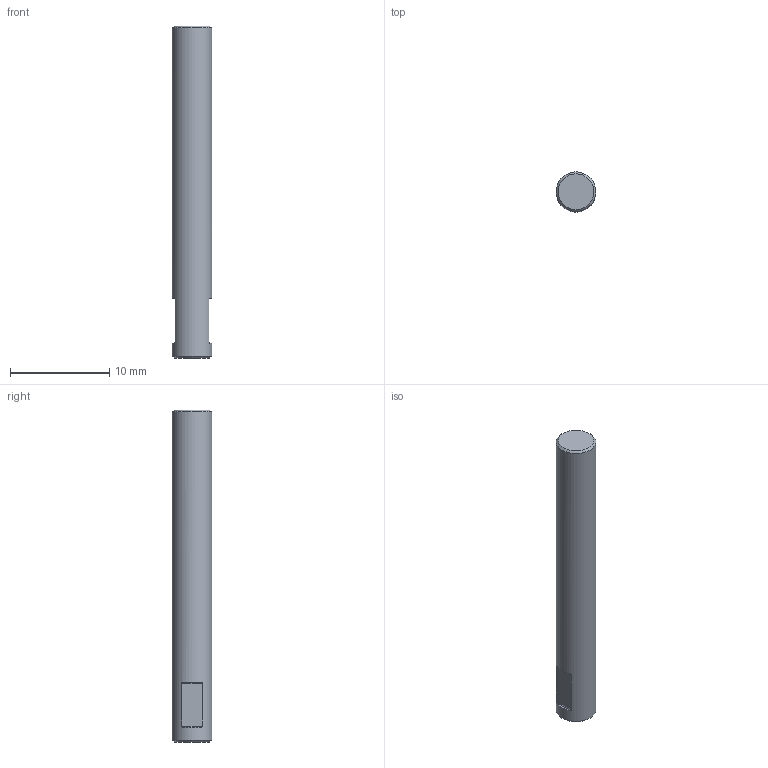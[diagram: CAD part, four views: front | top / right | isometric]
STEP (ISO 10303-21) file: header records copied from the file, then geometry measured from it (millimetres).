
FILE_DESCRIPTION (( 'STEP AP214' ), '1' );
FILE_NAME ('motor_antigravity_4004_custom_shaft.STEP', '2020-02-12T06:44:47', ( '' ), ( '' ), 'SwSTEP 2.0', 'SolidWorks 2017', '' );
FILE_SCHEMA (( 'AUTOMOTIVE_DESIGN' ));
Length unit declared in the file: millimetre
Products named in the file (1): motor_antigravity_4004_custom_shaft
Bounding box: 3.99 x 3.99 x 33.4 mm (x, y, z)
Volume: 413.4 mm3; surface area: 441 mm2
Topology: 1 solids, 1 shells, 15 faces, 35 edges, 23 vertices
Faces by surface type: plane 8, cylinder 5, cone 2
Full cylindrical faces by diameter (mm): 3.99 x1
Entity records: 456 total; most frequent: CARTESIAN_POINT 120, DIRECTION 60, ORIENTED_EDGE 56, EDGE_CURVE 28, AXIS2_PLACEMENT_3D 24, VERTEX_POINT 20, EDGE_LOOP 20, FACE_OUTER_BOUND 16
